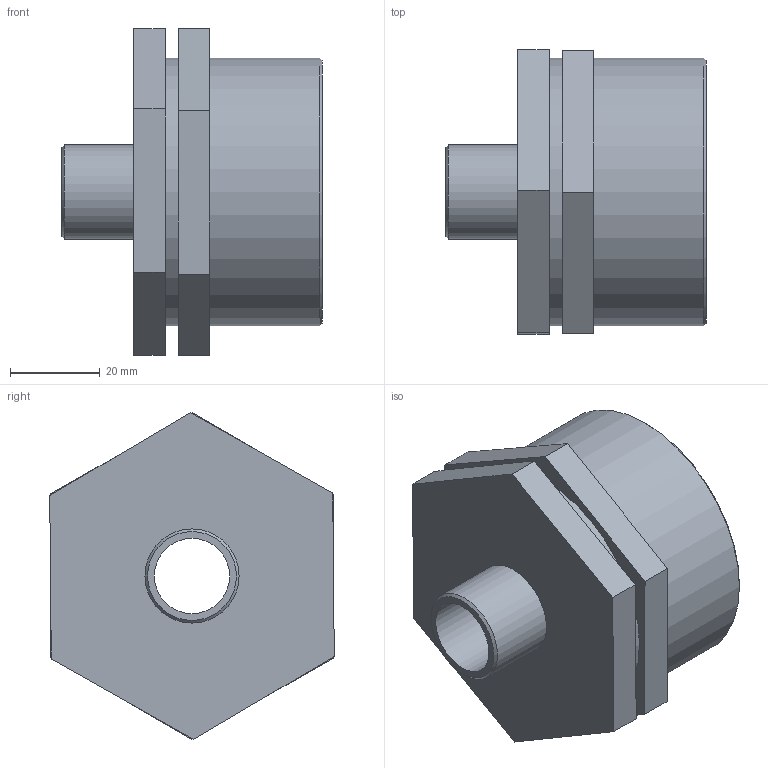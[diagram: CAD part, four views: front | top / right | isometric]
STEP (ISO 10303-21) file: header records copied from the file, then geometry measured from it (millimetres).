
FILE_DESCRIPTION(/* description */ ('PLASSON REDUCING NIPPLE 2"-1/2"'),/* implementation_level */ '2;1');
FILE_NAME(/* name */ '050605020005_0506050200050A.ipt.stp',/* time_stamp */ '2017-06-18T09:21:58+03:00',/* author */ ('KIM'),/* organization */ (''),/* preprocessor_version */ 'ST-DEVELOPER v15.6',/* originating_system */ 'Autodesk Inventor 2015',/* authorisation */ '');
FILE_SCHEMA (('AUTOMOTIVE_DESIGN { 1 0 10303 214 3 1 1 }'));
Length unit declared in the file: millimetre
Products named in the file (1): 050605020005_0506050200050A
Bounding box: 58 x 63.34 x 72.75 mm (x, y, z)
Volume: 64294.3 mm3; surface area: 23444.4 mm2
Topology: 1 solids, 1 shells, 26 faces, 55 edges, 36 vertices
Faces by surface type: plane 19, cylinder 5, cone 2
Full cylindrical faces by diameter (mm): 16.764 x1, 20.955 x1, 47.691 x1, 59.614 x2
Entity records: 688 total; most frequent: DIRECTION 114, CARTESIAN_POINT 111, ORIENTED_EDGE 96, EDGE_CURVE 48, EDGE_LOOP 40, AXIS2_PLACEMENT_3D 39, LINE 36, VECTOR 36
